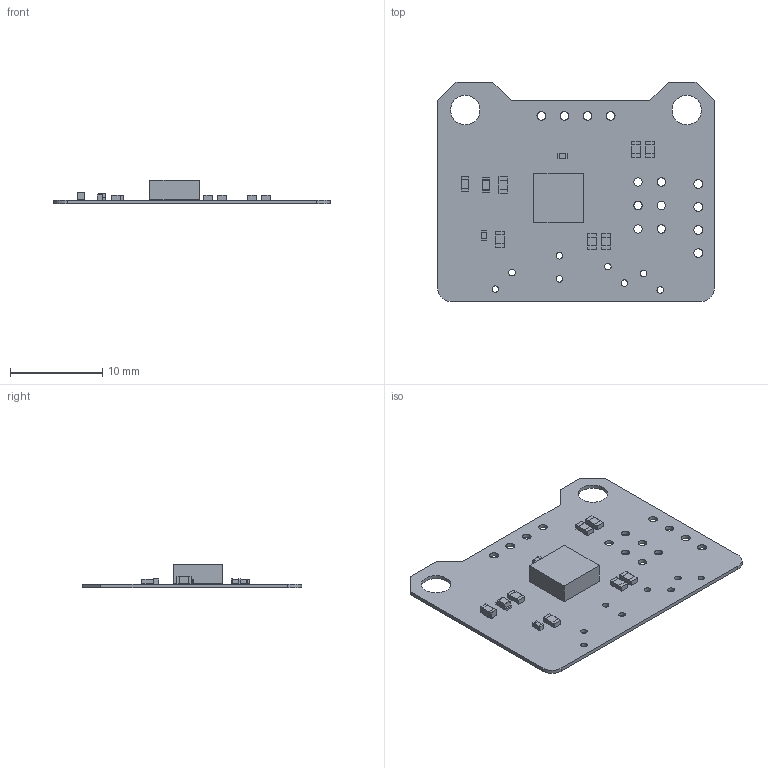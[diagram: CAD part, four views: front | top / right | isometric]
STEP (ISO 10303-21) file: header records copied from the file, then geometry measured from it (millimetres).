
FILE_DESCRIPTION(('Open CASCADE Model'),'2;1');
FILE_NAME('Open CASCADE Shape Model','2015-09-11T21:00:18',('Author'),( 'Open CASCADE'),'Open CASCADE STEP processor 6.8','Open CASCADE 6.8' ,'Unknown');
FILE_SCHEMA(('AUTOMOTIVE_DESIGN { 1 0 10303 214 1 1 1 1 }'));
Length unit declared in the file: millimetre
Products named in the file (21): PCB; Board; L1; 742792623; Lötende; U1; 648233064; Extruded; R6; RES_0603_(1608_metric); R5; R4; R3; LED1; LED_0603_APT1608_RED; C3; CAP_0402_(1005_metric); C2; R1; R2
Assembly tree (27 placements, depth 4):
  PCB
    Board
    L1
      742792623
        742792623
        Lötende  x2
    U1
      648233064
        Extruded
    R6
      RES_0603_(1608_metric)
    R5
      RES_0603_(1608_metric)
    R4
      RES_0603_(1608_metric)
    R3
      RES_0603_(1608_metric)
    LED1
      LED_0603_APT1608_RED
    C3
      CAP_0402_(1005_metric)
    C2
      CAP_0402_(1005_metric)
    R1
      RES_0603_(1608_metric)
    R2
      RES_0603_(1608_metric)
Bounding box: 30 x 23.75 x 2.57 mm (x, y, z)
Volume: 333.9 mm3; surface area: 1526.6 mm2
Topology: 14 solids, 14 shells, 357 faces, 905 edges, 574 vertices
Faces by surface type: plane 301, cylinder 48, sphere 8
Full cylindrical faces by diameter (mm): 0.7 x2, 0.711 x6, 0.9 x6, 0.95 x8, 3.2 x2
Entity records: 12602 total; most frequent: CARTESIAN_POINT 3374, DIRECTION 1633, LINE 1029, VECTOR 1029, ORIENTED_EDGE 830, PCURVE 830, DEFINITIONAL_REPRESENTATION 830, EDGE_CURVE 415
